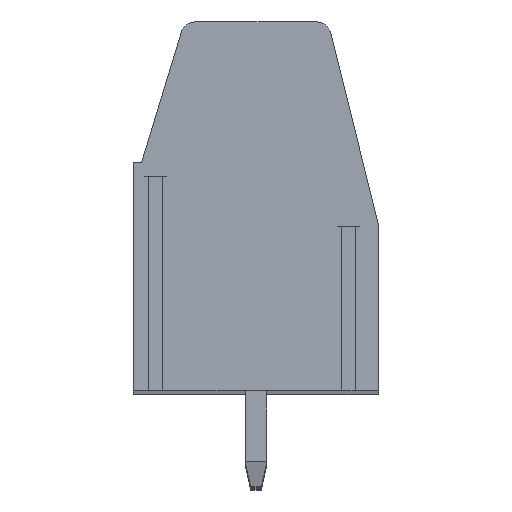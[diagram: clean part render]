
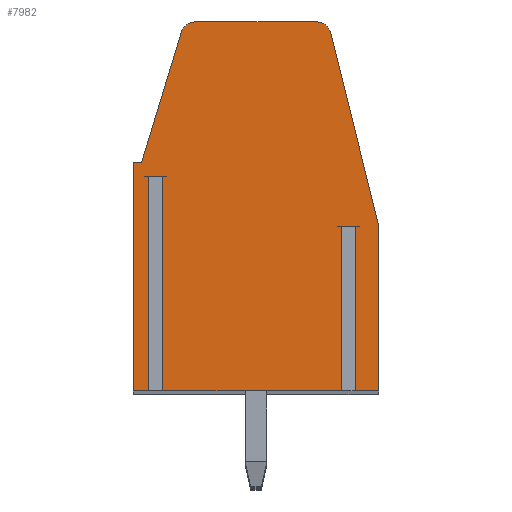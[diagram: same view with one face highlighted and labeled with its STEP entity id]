
A CAD part, top view. The second image highlights one B-rep face of the part: STEP entity #7982.
In plain terms, the highlighted planar face has unit normal (0, 0, 1).
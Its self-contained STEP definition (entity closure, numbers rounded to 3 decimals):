
#13=DIRECTION('',(-1.,0.,0.));
#14=VECTOR('',#13,0.503);
#15=CARTESIAN_POINT('',(-3.413,1.1,73.66));
#16=LINE('',#15,#14);
#17=DIRECTION('',(0.,1.,0.));
#18=VECTOR('',#17,7.85);
#19=CARTESIAN_POINT('',(-3.917,-6.75,73.66));
#20=LINE('',#19,#18);
#21=DIRECTION('',(1.,0.,0.));
#22=VECTOR('',#21,0.583);
#23=CARTESIAN_POINT('',(-4.5,-6.75,73.66));
#24=LINE('',#23,#22);
#25=DIRECTION('',(0.,-1.,0.));
#26=VECTOR('',#25,8.35);
#27=CARTESIAN_POINT('',(-4.5,1.6,73.66));
#28=LINE('',#27,#26);
#29=DIRECTION('',(-1.,0.,0.));
#30=VECTOR('',#29,0.31);
#31=CARTESIAN_POINT('',(-4.19,1.6,73.66));
#32=LINE('',#31,#30);
#33=DIRECTION('',(-0.292,-0.956,0.));
#34=VECTOR('',#33,5.015);
#35=CARTESIAN_POINT('',(-2.723,6.396,73.66));
#36=LINE('',#35,#34);
#37=CARTESIAN_POINT('',(-2.245,6.25,73.66));
#38=DIRECTION('',(0.,0.,1.));
#39=DIRECTION('',(0.,1.,0.));
#40=AXIS2_PLACEMENT_3D('',#37,#38,#39);
#42=DIRECTION('',(-1.,0.,0.));
#43=VECTOR('',#42,4.489);
#44=CARTESIAN_POINT('',(2.244,6.75,73.66));
#45=LINE('',#44,#43);
#46=CARTESIAN_POINT('',(2.244,6.25,73.66));
#47=DIRECTION('',(0.,0.,1.));
#48=DIRECTION('',(0.97,0.242,0.));
#49=AXIS2_PLACEMENT_3D('',#46,#47,#48);
#51=DIRECTION('',(-0.242,0.97,0.));
#52=VECTOR('',#51,7.318);
#53=CARTESIAN_POINT('',(4.5,-0.73,73.66));
#54=LINE('',#53,#52);
#55=DIRECTION('',(0.,1.,0.));
#56=VECTOR('',#55,6.02);
#57=CARTESIAN_POINT('',(4.5,-6.75,73.66));
#58=LINE('',#57,#56);
#59=DIRECTION('',(1.,0.,0.));
#60=VECTOR('',#59,0.863);
#61=CARTESIAN_POINT('',(3.637,-6.75,73.66));
#62=LINE('',#61,#60);
#63=DIRECTION('',(0.,1.,0.));
#64=VECTOR('',#63,6.02);
#65=CARTESIAN_POINT('',(3.637,-6.75,73.66));
#66=LINE('',#65,#64);
#67=DIRECTION('',(-1.,0.,0.));
#68=VECTOR('',#67,0.503);
#69=CARTESIAN_POINT('',(3.637,-0.73,73.66));
#70=LINE('',#69,#68);
#71=DIRECTION('',(0.,1.,0.));
#72=VECTOR('',#71,6.02);
#73=CARTESIAN_POINT('',(3.133,-6.75,73.66));
#74=LINE('',#73,#72);
#75=DIRECTION('',(1.,0.,0.));
#76=VECTOR('',#75,6.547);
#77=CARTESIAN_POINT('',(-3.413,-6.75,73.66));
#78=LINE('',#77,#76);
#79=DIRECTION('',(0.,1.,0.));
#80=VECTOR('',#79,7.85);
#81=CARTESIAN_POINT('',(-3.413,-6.75,73.66));
#82=LINE('',#81,#80);
#6249=CARTESIAN_POINT('',(4.5,-6.75,73.66));
#6250=CARTESIAN_POINT('',(4.5,-0.73,73.66));
#6251=VERTEX_POINT('',#6249);
#6252=VERTEX_POINT('',#6250);
#6253=CARTESIAN_POINT('',(2.73,6.371,73.66));
#6254=VERTEX_POINT('',#6253);
#6255=CARTESIAN_POINT('',(2.244,6.75,73.66));
#6256=VERTEX_POINT('',#6255);
#6257=CARTESIAN_POINT('',(-2.245,6.75,73.66));
#6258=VERTEX_POINT('',#6257);
#6259=CARTESIAN_POINT('',(-2.723,6.396,73.66));
#6260=VERTEX_POINT('',#6259);
#6261=CARTESIAN_POINT('',(-4.19,1.6,73.66));
#6262=VERTEX_POINT('',#6261);
#6263=CARTESIAN_POINT('',(-4.5,1.6,73.66));
#6264=VERTEX_POINT('',#6263);
#6265=CARTESIAN_POINT('',(-4.5,-6.75,73.66));
#6266=VERTEX_POINT('',#6265);
#6341=CARTESIAN_POINT('',(3.637,-0.73,73.66));
#6342=CARTESIAN_POINT('',(3.133,-0.73,73.66));
#6343=VERTEX_POINT('',#6341);
#6344=VERTEX_POINT('',#6342);
#6345=CARTESIAN_POINT('',(3.133,-6.75,73.66));
#6346=VERTEX_POINT('',#6345);
#6347=CARTESIAN_POINT('',(3.637,-6.75,73.66));
#6348=VERTEX_POINT('',#6347);
#6365=CARTESIAN_POINT('',(-3.413,1.1,73.66));
#6366=CARTESIAN_POINT('',(-3.917,1.1,73.66));
#6367=VERTEX_POINT('',#6365);
#6368=VERTEX_POINT('',#6366);
#6369=CARTESIAN_POINT('',(-3.413,-6.75,73.66));
#6370=VERTEX_POINT('',#6369);
#6371=CARTESIAN_POINT('',(-3.917,-6.75,73.66));
#6372=VERTEX_POINT('',#6371);
#7941=CARTESIAN_POINT('',(0.,0.,73.66));
#7942=DIRECTION('',(0.,0.,1.));
#7943=DIRECTION('',(1.,0.,0.));
#7944=AXIS2_PLACEMENT_3D('',#7941,#7942,#7943);
#7945=PLANE('',#7944);
#7947=ORIENTED_EDGE('',*,*,#7946,.T.);
#7949=ORIENTED_EDGE('',*,*,#7948,.F.);
#7951=ORIENTED_EDGE('',*,*,#7950,.F.);
#7953=ORIENTED_EDGE('',*,*,#7952,.F.);
#7955=ORIENTED_EDGE('',*,*,#7954,.F.);
#7957=ORIENTED_EDGE('',*,*,#7956,.F.);
#7959=ORIENTED_EDGE('',*,*,#7958,.F.);
#7961=ORIENTED_EDGE('',*,*,#7960,.F.);
#7963=ORIENTED_EDGE('',*,*,#7962,.F.);
#7965=ORIENTED_EDGE('',*,*,#7964,.F.);
#7967=ORIENTED_EDGE('',*,*,#7966,.F.);
#7969=ORIENTED_EDGE('',*,*,#7968,.F.);
#7971=ORIENTED_EDGE('',*,*,#7970,.T.);
#7973=ORIENTED_EDGE('',*,*,#7972,.T.);
#7975=ORIENTED_EDGE('',*,*,#7974,.F.);
#7977=ORIENTED_EDGE('',*,*,#7976,.F.);
#7979=ORIENTED_EDGE('',*,*,#7978,.T.);
#7980=EDGE_LOOP('',(#7947,#7949,#7951,#7953,#7955,#7957,#7959,#7961,#7963,#7965,
#7967,#7969,#7971,#7973,#7975,#7977,#7979));
#7981=FACE_OUTER_BOUND('',#7980,.F.);
#41=CIRCLE('',#40,0.5);
#50=CIRCLE('',#49,0.5);
#7946=EDGE_CURVE('',#6367,#6368,#16,.T.);
#7948=EDGE_CURVE('',#6372,#6368,#20,.T.);
#7950=EDGE_CURVE('',#6266,#6372,#24,.T.);
#7952=EDGE_CURVE('',#6264,#6266,#28,.T.);
#7954=EDGE_CURVE('',#6262,#6264,#32,.T.);
#7956=EDGE_CURVE('',#6260,#6262,#36,.T.);
#7958=EDGE_CURVE('',#6258,#6260,#41,.T.);
#7960=EDGE_CURVE('',#6256,#6258,#45,.T.);
#7962=EDGE_CURVE('',#6254,#6256,#50,.T.);
#7964=EDGE_CURVE('',#6252,#6254,#54,.T.);
#7966=EDGE_CURVE('',#6251,#6252,#58,.T.);
#7968=EDGE_CURVE('',#6348,#6251,#62,.T.);
#7970=EDGE_CURVE('',#6348,#6343,#66,.T.);
#7972=EDGE_CURVE('',#6343,#6344,#70,.T.);
#7974=EDGE_CURVE('',#6346,#6344,#74,.T.);
#7976=EDGE_CURVE('',#6370,#6346,#78,.T.);
#7978=EDGE_CURVE('',#6370,#6367,#82,.T.);
#7982=ADVANCED_FACE('',(#7981),#7945,.T.);
